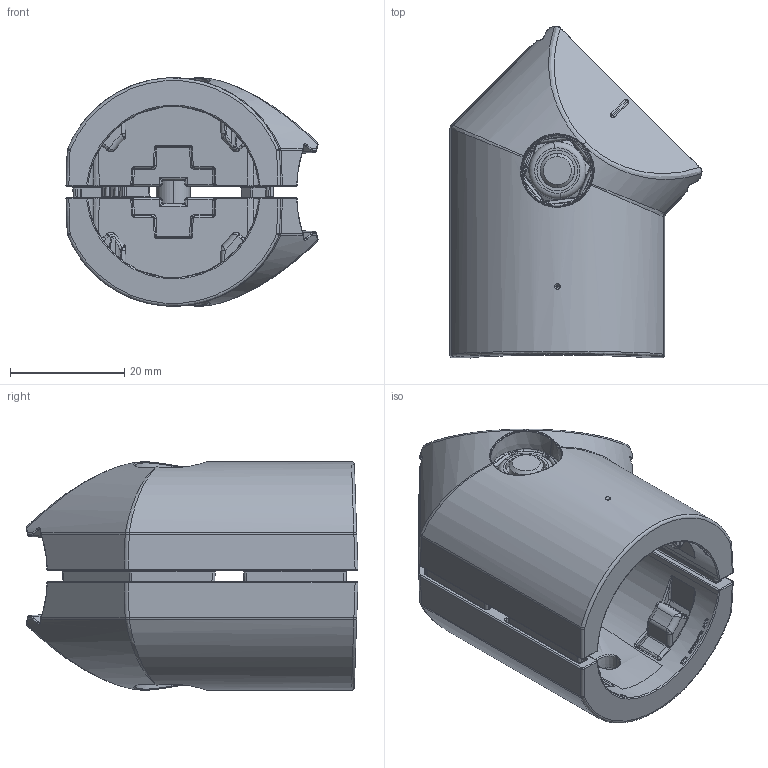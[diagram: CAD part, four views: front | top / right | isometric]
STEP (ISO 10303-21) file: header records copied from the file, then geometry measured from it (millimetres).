
FILE_DESCRIPTION (( 'STEP AP214' ), '1' );
FILE_NAME ('099RV3045S01.STEP', '2020-07-20T12:12:23', ( '' ), ( '' ), 'SwSTEP 2.0', 'SolidWorks 2020', '' );
FILE_SCHEMA (( 'AUTOMOTIVE_DESIGN' ));
Length unit declared in the file: millimetre
Products named in the file (6): 099RV3045S01; cap screw ISO 4762 M6x28_ISO 4762 M6; 099RV30R01; 099RV3045R_-A-TAB_099RV3045R02; 099RV3045R_-A-TAB_099RV3045R01; 4iso10511m06m_4iso10511m06m
Assembly tree (8 placements, depth 2):
  099RV3045S01
    099RV3045R_-A-TAB_099RV3045R02
    cap screw ISO 4762 M6x28_ISO 4762 M6
    4iso10511m06m_4iso10511m06m
    099RV3045R_-A-TAB_099RV3045R01
    099RV30R01  x4
Bounding box: 44.11 x 58.1 x 40 mm (x, y, z)
Volume: 34295.7 mm3; surface area: 17529.6 mm2
Topology: 8 solids, 8 shells, 2322 faces, 5309 edges, 2950 vertices
Faces by surface type: bspline 912, cylinder 603, plane 242, torus 235, sphere 218, cone 112
Entity records: 75859 total; most frequent: CARTESIAN_POINT 34802, ORIENTED_EDGE 9558, DIRECTION 7512, EDGE_CURVE 4779, AXIS2_PLACEMENT_3D 3223, VERTEX_POINT 2714, EDGE_LOOP 2179, FACE_OUTER_BOUND 2124
